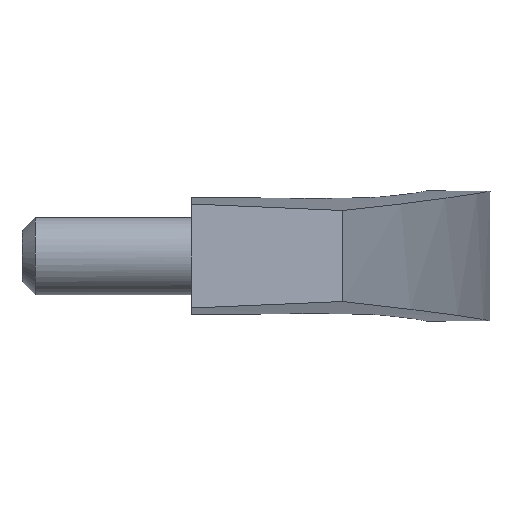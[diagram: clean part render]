
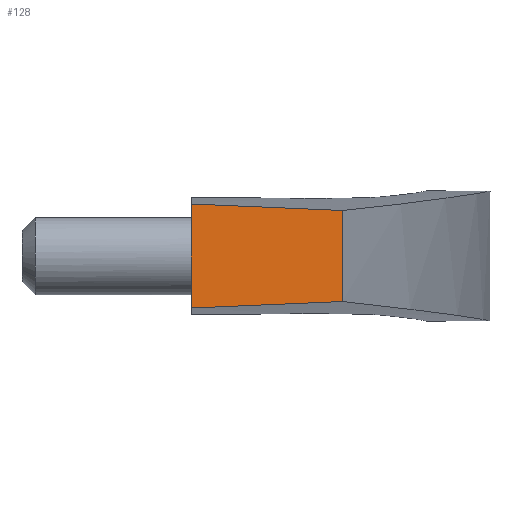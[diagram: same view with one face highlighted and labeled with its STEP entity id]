
A CAD part, left-side view. The second image highlights one B-rep face of the part: STEP entity #128.
In plain terms, the highlighted face is planar.
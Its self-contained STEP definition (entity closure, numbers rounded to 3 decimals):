
#128=ADVANCED_FACE('',(#217),#216,.T.);
#216=PLANE('',#438);
#217=FACE_OUTER_BOUND('',#439,.T.);
#435=CARTESIAN_POINT('',(-52.1,-4.8,-1.162));
#436=DIRECTION('',(-0.996,0.,0.086));
#437=DIRECTION('',(0.086,0.,0.996));
#438=AXIS2_PLACEMENT_3D('',#435,#436,#437);
#439=EDGE_LOOP('',(#715,#716,#717,#718));
#715=ORIENTED_EDGE('',*,*,#824,.F.);
#716=ORIENTED_EDGE('',*,*,#825,.T.);
#717=ORIENTED_EDGE('',*,*,#826,.F.);
#718=ORIENTED_EDGE('',*,*,#819,.F.);
#819=EDGE_CURVE('',#986,#993,#994,.T.);
#824=EDGE_CURVE('',#1027,#986,#1028,.T.);
#825=EDGE_CURVE('',#1027,#1034,#1035,.T.);
#826=EDGE_CURVE('',#993,#1034,#1041,.T.);
#986=VERTEX_POINT('',#1364);
#993=VERTEX_POINT('',#1370);
#994=LINE('',#1371,#1372);
#1027=VERTEX_POINT('',#1394);
#1028=LINE('',#1395,#1396);
#1034=VERTEX_POINT('',#1398);
#1035=LINE('',#1399,#1400);
#1041=LINE('',#1402,#1403);
#1364=CARTESIAN_POINT('',(-52.,-4.,0.));
#1370=CARTESIAN_POINT('',(-52.,4.,0.));
#1371=CARTESIAN_POINT('',(-52.,-4.,0.));
#1372=VECTOR('',#1373,8.);
#1373=DIRECTION('',(0.,1.,0.));
#1394=CARTESIAN_POINT('',(-51.,-3.5,11.624));
#1395=CARTESIAN_POINT('',(-51.,-3.5,11.624));
#1396=VECTOR('',#1397,11.677);
#1397=DIRECTION('',(-0.086,-0.043,-0.995));
#1398=CARTESIAN_POINT('',(-51.,3.5,11.624));
#1399=CARTESIAN_POINT('',(-51.,-3.5,11.624));
#1400=VECTOR('',#1401,7.);
#1401=DIRECTION('',(0.,1.,0.));
#1402=CARTESIAN_POINT('',(-52.,4.,0.));
#1403=VECTOR('',#1404,11.677);
#1404=DIRECTION('',(0.086,-0.043,0.995));
